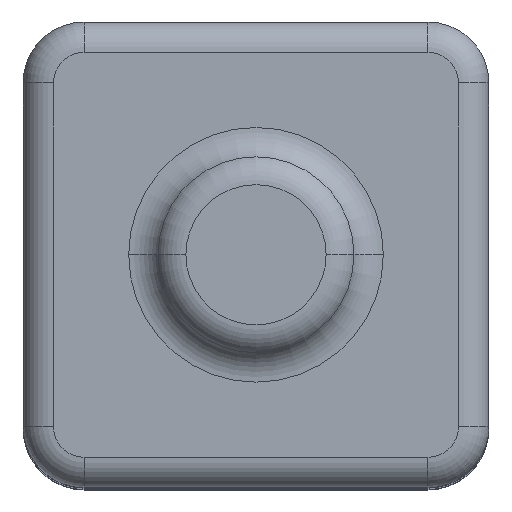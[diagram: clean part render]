
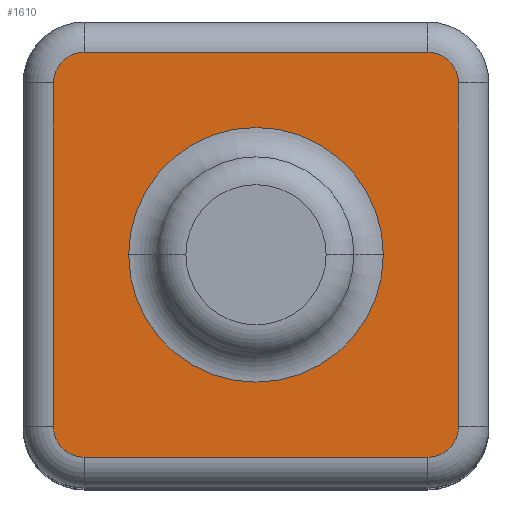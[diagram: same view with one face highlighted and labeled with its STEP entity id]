
A CAD part, top view. The second image highlights one B-rep face of the part: STEP entity #1610.
In plain terms, the highlighted planar face has unit normal (0, 0, 1).
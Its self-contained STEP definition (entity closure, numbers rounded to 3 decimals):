
#87 = FACE_BOUND ( 'NONE', #2574, .T. ) ;
#88 = FACE_OUTER_BOUND ( 'NONE', #2567, .T. ) ;
#168 = EDGE_CURVE ( 'NONE', #2040, #1977, #822, .T. ) ;
#471 = CARTESIAN_POINT ( 'NONE',  ( 0., 0., 7.7 ) ) ;
#472 = CARTESIAN_POINT ( 'NONE',  ( -2.325, -1.975, 7.7 ) ) ;
#476 = DIRECTION ( 'NONE',  ( 1., 0., 0. ) ) ;
#479 = DIRECTION ( 'NONE',  ( 0., 0., -1. ) ) ;
#483 = DIRECTION ( 'NONE',  ( -1., 0., 0. ) ) ;
#486 = CARTESIAN_POINT ( 'NONE',  ( -1.975, -1.975, 7.7 ) ) ;
#489 = DIRECTION ( 'NONE',  ( 0., 0., 1. ) ) ;
#490 = DIRECTION ( 'NONE',  ( -1., 0., 0. ) ) ;
#491 = DIRECTION ( 'NONE',  ( 0., 0., 1. ) ) ;
#492 = DIRECTION ( 'NONE',  ( 0., -1., 0. ) ) ;
#493 = CARTESIAN_POINT ( 'NONE',  ( 1.975, -2.325, 7.7 ) ) ;
#494 = DIRECTION ( 'NONE',  ( 1., 0., 0. ) ) ;
#497 = CARTESIAN_POINT ( 'NONE',  ( -1.975, 2.325, 7.7 ) ) ;
#498 = CARTESIAN_POINT ( 'NONE',  ( -1.975, 1.975, 7.7 ) ) ;
#586 = EDGE_CURVE ( 'NONE', #1973, #2029, #3049, .T. ) ;
#600 = EDGE_CURVE ( 'NONE', #2081, #2072, #3065, .T. ) ;
#612 = EDGE_CURVE ( 'NONE', #2029, #2081, #3019, .T. ) ;
#618 = EDGE_CURVE ( 'NONE', #1977, #2040, #2976, .T. ) ;
#624 = EDGE_CURVE ( 'NONE', #2072, #2047, #3085, .T. ) ;
#625 = EDGE_CURVE ( 'NONE', #2048, #1973, #3127, .T. ) ;
#626 = EDGE_CURVE ( 'NONE', #2047, #2043, #3057, .T. ) ;
#627 = EDGE_CURVE ( 'NONE', #2049, #2048, #3069, .T. ) ;
#628 = EDGE_CURVE ( 'NONE', #2043, #2049, #2971, .T. ) ;
#804 = ORIENTED_EDGE ( 'NONE', *, *, #625, .T. ) ;
#805 = ORIENTED_EDGE ( 'NONE', *, *, #586, .T. ) ;
#822 = CIRCLE ( 'NONE', #2597, 1.463 ) ;
#843 = ORIENTED_EDGE ( 'NONE', *, *, #612, .T. ) ;
#895 = DIRECTION ( 'NONE',  ( 0., 0., 1. ) ) ;
#906 = DIRECTION ( 'NONE',  ( 1., 0., 0. ) ) ;
#907 = CARTESIAN_POINT ( 'NONE',  ( 1.975, -1.975, 7.7 ) ) ;
#972 = DIRECTION ( 'NONE',  ( 0., 0., 1. ) ) ;
#973 = DIRECTION ( 'NONE',  ( 1., 0., 0. ) ) ;
#982 = CARTESIAN_POINT ( 'NONE',  ( 1.975, 1.975, 7.7 ) ) ;
#983 = CARTESIAN_POINT ( 'NONE',  ( 2.325, 1.975, 7.7 ) ) ;
#1013 = DIRECTION ( 'NONE',  ( 0., 1., 0. ) ) ;
#1384 = CARTESIAN_POINT ( 'NONE',  ( 1.975, -2.325, 7.7 ) ) ;
#1401 = CARTESIAN_POINT ( 'NONE',  ( -1.463, 0., 7.7 ) ) ;
#1453 = CARTESIAN_POINT ( 'NONE',  ( 2.325, -1.975, 7.7 ) ) ;
#1463 = CARTESIAN_POINT ( 'NONE',  ( 1.463, 0., 7.7 ) ) ;
#1466 = CARTESIAN_POINT ( 'NONE',  ( -2.325, 1.975, 7.7 ) ) ;
#1469 = CARTESIAN_POINT ( 'NONE',  ( -1.975, 2.325, 7.7 ) ) ;
#1470 = CARTESIAN_POINT ( 'NONE',  ( -1.975, -2.325, 7.7 ) ) ;
#1471 = CARTESIAN_POINT ( 'NONE',  ( -2.325, -1.975, 7.7 ) ) ;
#1488 = CARTESIAN_POINT ( 'NONE',  ( 1.975, 2.325, 7.7 ) ) ;
#1495 = CARTESIAN_POINT ( 'NONE',  ( 2.325, 1.975, 7.7 ) ) ;
#1610 = ADVANCED_FACE ( 'NONE', ( #88, #87 ), #2797, .T. ) ;
#1855 = AXIS2_PLACEMENT_3D ( 'NONE', #2804, #2805, #2806 ) ;
#1973 = VERTEX_POINT ( 'NONE', #1384 ) ;
#1977 = VERTEX_POINT ( 'NONE', #1401 ) ;
#2029 = VERTEX_POINT ( 'NONE', #1453 ) ;
#2040 = VERTEX_POINT ( 'NONE', #1463 ) ;
#2043 = VERTEX_POINT ( 'NONE', #1466 ) ;
#2047 = VERTEX_POINT ( 'NONE', #1469 ) ;
#2048 = VERTEX_POINT ( 'NONE', #1470 ) ;
#2049 = VERTEX_POINT ( 'NONE', #1471 ) ;
#2072 = VERTEX_POINT ( 'NONE', #1488 ) ;
#2081 = VERTEX_POINT ( 'NONE', #1495 ) ;
#2106 = ORIENTED_EDGE ( 'NONE', *, *, #626, .T. ) ;
#2107 = ORIENTED_EDGE ( 'NONE', *, *, #600, .T. ) ;
#2108 = ORIENTED_EDGE ( 'NONE', *, *, #624, .T. ) ;
#2109 = ORIENTED_EDGE ( 'NONE', *, *, #628, .T. ) ;
#2112 = ORIENTED_EDGE ( 'NONE', *, *, #618, .T. ) ;
#2113 = ORIENTED_EDGE ( 'NONE', *, *, #627, .T. ) ;
#2115 = ORIENTED_EDGE ( 'NONE', *, *, #168, .T. ) ;
#2318 = CARTESIAN_POINT ( 'NONE',  ( 0., 0., 7.7 ) ) ;
#2357 = DIRECTION ( 'NONE',  ( 0., 0., -1. ) ) ;
#2380 = DIRECTION ( 'NONE',  ( -1., 0., 0. ) ) ;
#2420 = AXIS2_PLACEMENT_3D ( 'NONE', #907, #895, #906 ) ;
#2428 = AXIS2_PLACEMENT_3D ( 'NONE', #982, #972, #973 ) ;
#2438 = AXIS2_PLACEMENT_3D ( 'NONE', #471, #479, #483 ) ;
#2442 = AXIS2_PLACEMENT_3D ( 'NONE', #498, #491, #476 ) ;
#2443 = AXIS2_PLACEMENT_3D ( 'NONE', #486, #489, #2937 ) ;
#2567 = EDGE_LOOP ( 'NONE', ( #804, #805, #843, #2107, #2108, #2106, #2109, #2113 ) ) ;
#2574 = EDGE_LOOP ( 'NONE', ( #2112, #2115 ) ) ;
#2597 = AXIS2_PLACEMENT_3D ( 'NONE', #2318, #2357, #2380 ) ;
#2797 = PLANE ( 'NONE',  #1855 ) ;
#2804 = CARTESIAN_POINT ( 'NONE',  ( -2.675, 2.675, 7.7 ) ) ;
#2805 = DIRECTION ( 'NONE',  ( 0., 0., 1. ) ) ;
#2806 = DIRECTION ( 'NONE',  ( 1., 0., 0. ) ) ;
#2937 = DIRECTION ( 'NONE',  ( 1., 0., 0. ) ) ;
#2971 = LINE ( 'NONE', #472, #3071 ) ;
#2976 = CIRCLE ( 'NONE', #2438, 1.463 ) ;
#3018 = VECTOR ( 'NONE', #1013, 1000. ) ;
#3019 = LINE ( 'NONE', #983, #3018 ) ;
#3049 = CIRCLE ( 'NONE', #2420, 0.35 ) ;
#3057 = CIRCLE ( 'NONE', #2442, 0.35 ) ;
#3065 = CIRCLE ( 'NONE', #2428, 0.35 ) ;
#3069 = CIRCLE ( 'NONE', #2443, 0.35 ) ;
#3070 = VECTOR ( 'NONE', #494, 1000. ) ;
#3071 = VECTOR ( 'NONE', #492, 1000. ) ;
#3085 = LINE ( 'NONE', #497, #3126 ) ;
#3126 = VECTOR ( 'NONE', #490, 1000. ) ;
#3127 = LINE ( 'NONE', #493, #3070 ) ;
